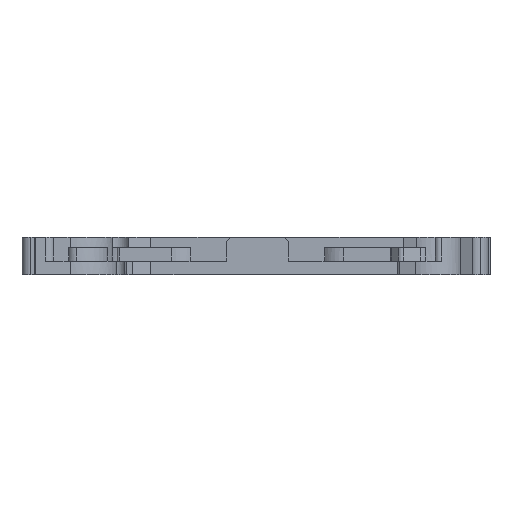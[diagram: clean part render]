
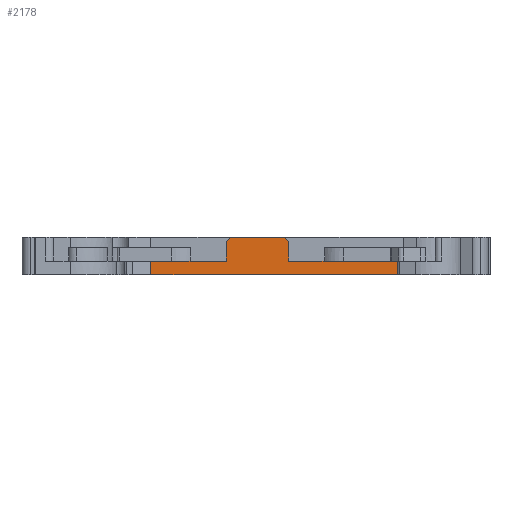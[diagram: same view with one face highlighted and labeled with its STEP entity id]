
A CAD part, front view. The second image highlights one B-rep face of the part: STEP entity #2178.
In plain terms, the highlighted planar face has unit normal (0, -1, 0).
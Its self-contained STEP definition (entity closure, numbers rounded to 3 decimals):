
#202 = ORIENTED_EDGE ( 'NONE', *, *, #6694, .F. ) ;
#241 = ORIENTED_EDGE ( 'NONE', *, *, #3099, .F. ) ;
#349 = CARTESIAN_POINT ( 'NONE',  ( -207.383, 139.441, 13.259 ) ) ;
#488 = VERTEX_POINT ( 'NONE', #11290 ) ;
#492 = ORIENTED_EDGE ( 'NONE', *, *, #9960, .F. ) ;
#510 = ORIENTED_EDGE ( 'NONE', *, *, #637, .F. ) ;
#550 = ORIENTED_EDGE ( 'NONE', *, *, #8180, .T. ) ;
#565 = ORIENTED_EDGE ( 'NONE', *, *, #10043, .T. ) ;
#637 = EDGE_CURVE ( 'NONE', #9711, #14998, #8121, .T. ) ;
#810 = ORIENTED_EDGE ( 'NONE', *, *, #10726, .F. ) ;
#854 = ORIENTED_EDGE ( 'NONE', *, *, #13952, .F. ) ;
#916 = DIRECTION ( 'NONE',  ( 1., 0., 0. ) ) ;
#1072 = ORIENTED_EDGE ( 'NONE', *, *, #14061, .F. ) ;
#1095 = CARTESIAN_POINT ( 'NONE',  ( -221.546, 139.441, 14.759 ) ) ;
#1130 = EDGE_LOOP ( 'NONE', ( #1330, #1142, #1072, #854, #810, #565, #550, #510, #492, #241, #202, #16234, #16214 ) ) ;
#1142 = ORIENTED_EDGE ( 'NONE', *, *, #11470, .T. ) ;
#1330 = ORIENTED_EDGE ( 'NONE', *, *, #15738, .F. ) ;
#2139 = DIRECTION ( 'NONE',  ( 1., 0., 0. ) ) ;
#2178 = ADVANCED_FACE ( 'NONE', ( #14393 ), #10091, .F. ) ;
#2207 = CARTESIAN_POINT ( 'NONE',  ( -220.292, 139.441, 14.759 ) ) ;
#2657 = VECTOR ( 'NONE', #8986, 1000. ) ;
#2853 = VECTOR ( 'NONE', #13565, 1000. ) ;
#2907 = VERTEX_POINT ( 'NONE', #13681 ) ;
#3018 = CARTESIAN_POINT ( 'NONE',  ( -220.292, 139.441, 16.959 ) ) ;
#3099 = EDGE_CURVE ( 'NONE', #10852, #15819, #13022, .T. ) ;
#3105 = VECTOR ( 'NONE', #14540, 1000. ) ;
#3332 = VECTOR ( 'NONE', #3750, 1000. ) ;
#3635 = EDGE_CURVE ( 'NONE', #4128, #5527, #9784, .T. ) ;
#3676 = CARTESIAN_POINT ( 'NONE',  ( -235.709, 139.441, 14.759 ) ) ;
#3750 = DIRECTION ( 'NONE',  ( 1., 0., 0. ) ) ;
#3929 = DIRECTION ( 'NONE',  ( -1., 0., 0. ) ) ;
#3990 = DIRECTION ( 'NONE',  ( 0., 0., -1. ) ) ;
#4128 = VERTEX_POINT ( 'NONE', #2207 ) ;
#4426 = AXIS2_PLACEMENT_3D ( 'NONE', #15059, #10889, #3929 ) ;
#5123 = DIRECTION ( 'NONE',  ( -0.707, 0., -0.707 ) ) ;
#5133 = CARTESIAN_POINT ( 'NONE',  ( -226.783, 139.441, 17.459 ) ) ;
#5193 = LINE ( 'NONE', #9779, #8043 ) ;
#5527 = VERTEX_POINT ( 'NONE', #3018 ) ;
#5855 = CARTESIAN_POINT ( 'NONE',  ( -208.071, 139.441, 14.759 ) ) ;
#5995 = LINE ( 'NONE', #9461, #2657 ) ;
#6022 = LINE ( 'NONE', #1095, #15398 ) ;
#6644 = DIRECTION ( 'NONE',  ( 0., 0., 1. ) ) ;
#6666 = LINE ( 'NONE', #5133, #13132 ) ;
#6694 = EDGE_CURVE ( 'NONE', #4128, #10852, #10172, .T. ) ;
#6731 = LINE ( 'NONE', #7237, #9576 ) ;
#6801 = VERTEX_POINT ( 'NONE', #8094 ) ;
#6857 = VERTEX_POINT ( 'NONE', #15170 ) ;
#7020 = LINE ( 'NONE', #9237, #10232 ) ;
#7231 = VERTEX_POINT ( 'NONE', #9182 ) ;
#7237 = CARTESIAN_POINT ( 'NONE',  ( -227.283, 139.441, 14.759 ) ) ;
#7577 = EDGE_CURVE ( 'NONE', #5527, #10817, #5193, .T. ) ;
#8043 = VECTOR ( 'NONE', #14468, 1000. ) ;
#8094 = CARTESIAN_POINT ( 'NONE',  ( -227.283, 139.441, 16.959 ) ) ;
#8121 = LINE ( 'NONE', #13626, #15432 ) ;
#8180 = EDGE_CURVE ( 'NONE', #7231, #14998, #8198, .T. ) ;
#8198 = LINE ( 'NONE', #12964, #11426 ) ;
#8553 = VERTEX_POINT ( 'NONE', #10152 ) ;
#8705 = DIRECTION ( 'NONE',  ( 1., 0., 0. ) ) ;
#8803 = CARTESIAN_POINT ( 'NONE',  ( -235.709, 139.441, 14.759 ) ) ;
#8969 = CARTESIAN_POINT ( 'NONE',  ( -220.292, 139.441, 17.459 ) ) ;
#8986 = DIRECTION ( 'NONE',  ( 1., 0., 0. ) ) ;
#9182 = CARTESIAN_POINT ( 'NONE',  ( -235.709, 139.441, 13.259 ) ) ;
#9237 = CARTESIAN_POINT ( 'NONE',  ( -235.709, 139.441, 17.409 ) ) ;
#9461 = CARTESIAN_POINT ( 'NONE',  ( -221.546, 139.441, 14.759 ) ) ;
#9576 = VECTOR ( 'NONE', #6644, 1000. ) ;
#9579 = VECTOR ( 'NONE', #9795, 1000. ) ;
#9711 = VERTEX_POINT ( 'NONE', #15625 ) ;
#9779 = CARTESIAN_POINT ( 'NONE',  ( -220.292, 139.441, 16.959 ) ) ;
#9784 = LINE ( 'NONE', #8969, #9579 ) ;
#9795 = DIRECTION ( 'NONE',  ( 0., 0., 1. ) ) ;
#9864 = LINE ( 'NONE', #3676, #3332 ) ;
#9960 = EDGE_CURVE ( 'NONE', #15819, #9711, #9864, .T. ) ;
#10043 = EDGE_CURVE ( 'NONE', #8553, #7231, #13275, .T. ) ;
#10091 = PLANE ( 'NONE',  #4426 ) ;
#10152 = CARTESIAN_POINT ( 'NONE',  ( -235.709, 139.441, 14.759 ) ) ;
#10172 = LINE ( 'NONE', #8803, #13398 ) ;
#10232 = VECTOR ( 'NONE', #8705, 1000. ) ;
#10726 = EDGE_CURVE ( 'NONE', #8553, #6857, #6022, .T. ) ;
#10817 = VERTEX_POINT ( 'NONE', #15027 ) ;
#10852 = VERTEX_POINT ( 'NONE', #14971 ) ;
#10889 = DIRECTION ( 'NONE',  ( 0., 1., 0. ) ) ;
#11290 = CARTESIAN_POINT ( 'NONE',  ( -226.833, 139.441, 17.409 ) ) ;
#11426 = VECTOR ( 'NONE', #2139, 1000. ) ;
#11470 = EDGE_CURVE ( 'NONE', #488, #6801, #6666, .T. ) ;
#12964 = CARTESIAN_POINT ( 'NONE',  ( -235.709, 139.441, 13.259 ) ) ;
#13022 = LINE ( 'NONE', #13577, #2853 ) ;
#13132 = VECTOR ( 'NONE', #5123, 1000. ) ;
#13275 = LINE ( 'NONE', #14958, #3105 ) ;
#13398 = VECTOR ( 'NONE', #15996, 1000. ) ;
#13565 = DIRECTION ( 'NONE',  ( 1., 0., 0. ) ) ;
#13577 = CARTESIAN_POINT ( 'NONE',  ( -235.709, 139.441, 14.759 ) ) ;
#13626 = CARTESIAN_POINT ( 'NONE',  ( -207.383, 139.441, 17.459 ) ) ;
#13681 = CARTESIAN_POINT ( 'NONE',  ( -227.283, 139.441, 14.759 ) ) ;
#13952 = EDGE_CURVE ( 'NONE', #6857, #2907, #5995, .T. ) ;
#14061 = EDGE_CURVE ( 'NONE', #2907, #6801, #6731, .T. ) ;
#14393 = FACE_OUTER_BOUND ( 'NONE', #1130, .T. ) ;
#14468 = DIRECTION ( 'NONE',  ( -0.707, 0., 0.707 ) ) ;
#14540 = DIRECTION ( 'NONE',  ( 0., 0., -1. ) ) ;
#14958 = CARTESIAN_POINT ( 'NONE',  ( -235.709, 139.441, 17.459 ) ) ;
#14971 = CARTESIAN_POINT ( 'NONE',  ( -215.556, 139.441, 14.759 ) ) ;
#14998 = VERTEX_POINT ( 'NONE', #349 ) ;
#15027 = CARTESIAN_POINT ( 'NONE',  ( -220.742, 139.441, 17.409 ) ) ;
#15059 = CARTESIAN_POINT ( 'NONE',  ( -235.709, 139.441, 17.459 ) ) ;
#15170 = CARTESIAN_POINT ( 'NONE',  ( -232.019, 139.441, 14.759 ) ) ;
#15398 = VECTOR ( 'NONE', #916, 1000. ) ;
#15432 = VECTOR ( 'NONE', #3990, 1000. ) ;
#15625 = CARTESIAN_POINT ( 'NONE',  ( -207.383, 139.441, 14.759 ) ) ;
#15738 = EDGE_CURVE ( 'NONE', #488, #10817, #7020, .T. ) ;
#15819 = VERTEX_POINT ( 'NONE', #5855 ) ;
#15996 = DIRECTION ( 'NONE',  ( 1., 0., 0. ) ) ;
#16214 = ORIENTED_EDGE ( 'NONE', *, *, #7577, .T. ) ;
#16234 = ORIENTED_EDGE ( 'NONE', *, *, #3635, .T. ) ;
